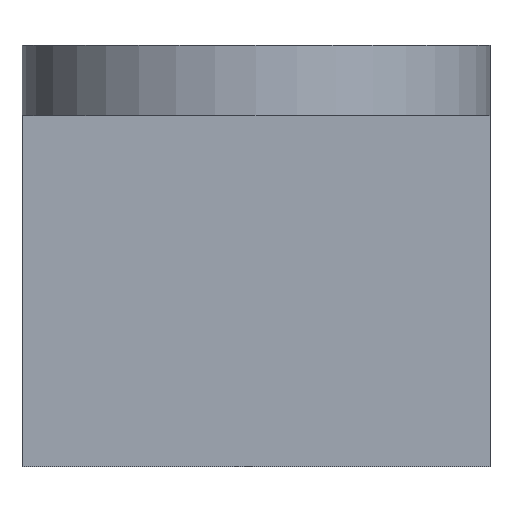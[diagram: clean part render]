
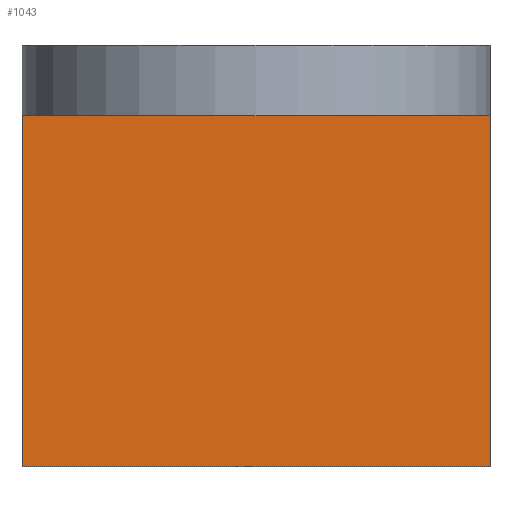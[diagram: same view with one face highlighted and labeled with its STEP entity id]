
A CAD part, front view. The second image highlights one B-rep face of the part: STEP entity #1043.
In plain terms, the highlighted planar face has unit normal (0, -1, 0).
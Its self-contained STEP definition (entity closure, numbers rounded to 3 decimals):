
#50=PLANE('',#1096);
#106=FACE_OUTER_BOUND('',#167,.T.);
#167=EDGE_LOOP('',(#939,#940,#941,#942));
#226=LINE('',#1895,#309);
#233=LINE('',#1912,#316);
#241=LINE('',#1935,#324);
#252=LINE('',#1962,#335);
#309=VECTOR('',#1179,10.);
#316=VECTOR('',#1192,10.);
#324=VECTOR('',#1214,10.);
#335=VECTOR('',#1245,10.);
#477=VERTEX_POINT('',#1892);
#478=VERTEX_POINT('',#1894);
#484=VERTEX_POINT('',#1909);
#485=VERTEX_POINT('',#1911);
#618=EDGE_CURVE('',#477,#478,#226,.T.);
#626=EDGE_CURVE('',#484,#485,#233,.T.);
#638=EDGE_CURVE('',#478,#484,#241,.T.);
#652=EDGE_CURVE('',#477,#485,#252,.T.);
#939=ORIENTED_EDGE('',*,*,#618,.F.);
#940=ORIENTED_EDGE('',*,*,#652,.T.);
#941=ORIENTED_EDGE('',*,*,#626,.F.);
#942=ORIENTED_EDGE('',*,*,#638,.F.);
#1043=ADVANCED_FACE('',(#106),#50,.T.);
#1096=AXIS2_PLACEMENT_3D('',#1961,#1243,#1244);
#1179=DIRECTION('',(1.,0.,0.));
#1192=DIRECTION('',(-1.,0.,0.));
#1214=DIRECTION('',(0.,0.,-1.));
#1243=DIRECTION('center_axis',(0.,-1.,0.));
#1244=DIRECTION('ref_axis',(-1.,0.,0.));
#1245=DIRECTION('',(0.,0.,-1.));
#1892=CARTESIAN_POINT('',(0.,0.,0.));
#1894=CARTESIAN_POINT('',(20.,0.,0.));
#1895=CARTESIAN_POINT('',(0.,0.,0.));
#1909=CARTESIAN_POINT('',(20.,0.,-15.));
#1911=CARTESIAN_POINT('',(0.,0.,-15.));
#1912=CARTESIAN_POINT('',(20.,0.,-15.));
#1935=CARTESIAN_POINT('',(20.,0.,0.));
#1961=CARTESIAN_POINT('Origin',(20.,0.,0.));
#1962=CARTESIAN_POINT('',(0.,0.,0.));
